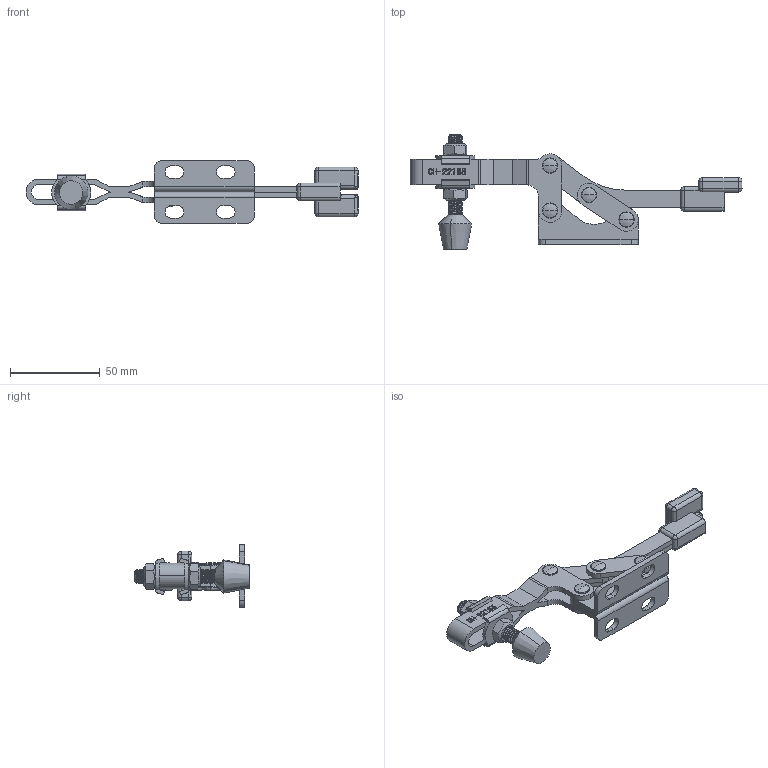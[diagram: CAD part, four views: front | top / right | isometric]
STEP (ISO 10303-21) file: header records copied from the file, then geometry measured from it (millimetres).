
FILE_DESCRIPTION (( 'STEP AP203' ), '1' );
FILE_NAME ('CH-22165.STEP', '2010-06-03T09:54:25', ( '·L?¥Î?' ), ( '·L?¤¤?' ), 'SwSTEP 2.0', 'SolidWorks 2005179', '' );
FILE_SCHEMA (( 'CONFIG_CONTROL_DESIGN' ));
Length unit declared in the file: millimetre
Products named in the file (11): 22165-04_??; 22165-01_??; FC-56212_??; 22165-06_??; CH-22165; 22165-02_??; FC-56212-01_??; FW516_??; 22165-03_??; 22165-05_??
Assembly tree (16 placements, depth 3):
  CH-22165
    FC-56212-01_??  x2
    FW516_??  x2
    22165-06_??  x4
    22165-04_??  x2
    22165-01_??
      22165-05_??
      22165-03_??
    FC-56212_??
    22165-01_??
    22165-02_??
Bounding box: 184.55 x 63.5 x 34.9 mm (x, y, z)
Volume: 43156.6 mm3; surface area: 38239.7 mm2
Topology: 17 solids, 17 shells, 852 faces, 2252 edges, 1446 vertices
Faces by surface type: plane 312, cylinder 266, bspline 187, cone 35, torus 32, sphere 20
Entity records: 44181 total; most frequent: CARTESIAN_POINT 26172, ORIENTED_EDGE 3894, DIRECTION 2810, EDGE_CURVE 1947, VERTEX_POINT 1272, LINE 1074, VECTOR 1074, AXIS2_PLACEMENT_3D 868
